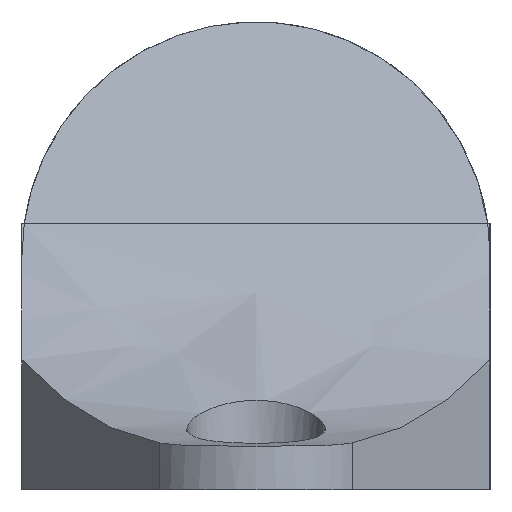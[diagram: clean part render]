
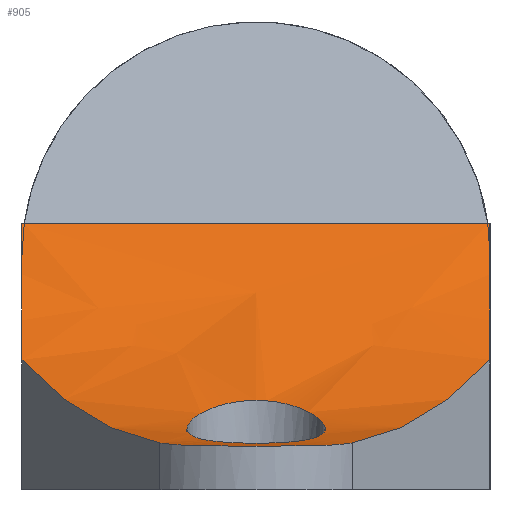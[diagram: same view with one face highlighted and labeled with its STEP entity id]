
A CAD part, left-side view. The second image highlights one B-rep face of the part: STEP entity #905.
In plain terms, the highlighted free-form (B-spline) face has degree [2, 1] with [3, 2] control points.
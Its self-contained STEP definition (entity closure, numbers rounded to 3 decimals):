
#24 = VERTEX_POINT('',#25);
#25 = CARTESIAN_POINT('',(-45.619,0.,
    1.812));
#30 = EDGE_CURVE('',#24,#31,#33,.T.);
#31 = VERTEX_POINT('',#32);
#32 = CARTESIAN_POINT('',(-40.261,0.,
    3.469));
#33 = B_SPLINE_CURVE_WITH_KNOTS('',3,(#34,#35,#36,#37,#38,#39,#40,#41,
    #42,#43,#44,#45,#46,#47,#48,#49,#50,#51),.UNSPECIFIED.,.F.,.F.,(4,2,
    2,2,2,2,2,2,4),(0.974,1.092,1.211,
    1.333,1.455,1.582,1.71,
    1.829,1.948),.UNSPECIFIED.);
#34 = CARTESIAN_POINT('',(-45.619,0.,
    1.812));
#35 = CARTESIAN_POINT('',(-45.619,0.336,1.812)
  );
#36 = CARTESIAN_POINT('',(-45.552,0.693,1.819)
  );
#37 = CARTESIAN_POINT('',(-45.28,1.351,1.855)
  );
#38 = CARTESIAN_POINT('',(-45.076,1.651,1.885)
  );
#39 = CARTESIAN_POINT('',(-44.599,2.131,1.966)
  );
#40 = CARTESIAN_POINT('',(-44.293,2.34,2.025)
  );
#41 = CARTESIAN_POINT('',(-43.629,2.613,2.179)
  );
#42 = CARTESIAN_POINT('',(-43.271,2.679,2.274)
  );
#43 = CARTESIAN_POINT('',(-42.594,2.679,2.48)
  );
#44 = CARTESIAN_POINT('',(-42.23,2.608,2.605)
  );
#45 = CARTESIAN_POINT('',(-41.562,2.326,2.861)
  );
#46 = CARTESIAN_POINT('',(-41.259,2.114,2.991));
#47 = CARTESIAN_POINT('',(-40.795,1.636,3.202)
  );
#48 = CARTESIAN_POINT('',(-40.596,1.343,3.299)
  );
#49 = CARTESIAN_POINT('',(-40.329,0.694,3.433)
  );
#50 = CARTESIAN_POINT('',(-40.261,0.338,3.469)
  );
#51 = CARTESIAN_POINT('',(-40.261,0.,
    3.469));
#53 = EDGE_CURVE('',#31,#24,#54,.T.);
#54 = B_SPLINE_CURVE_WITH_KNOTS('',3,(#55,#56,#57,#58,#59,#60,#61,#62,
    #63,#64,#65,#66,#67,#68,#69,#70,#71,#72),.UNSPECIFIED.,.F.,.F.,(4,2,
    2,2,2,2,2,2,4),(0.,0.119,0.238,0.366,
    0.493,0.615,0.737,0.856,
    0.974),.UNSPECIFIED.);
#55 = CARTESIAN_POINT('',(-40.261,0.,
    3.469));
#56 = CARTESIAN_POINT('',(-40.261,-0.338,3.469
    ));
#57 = CARTESIAN_POINT('',(-40.329,-0.694,3.433
    ));
#58 = CARTESIAN_POINT('',(-40.596,-1.343,3.299
    ));
#59 = CARTESIAN_POINT('',(-40.795,-1.636,3.202
    ));
#60 = CARTESIAN_POINT('',(-41.259,-2.114,2.991));
#61 = CARTESIAN_POINT('',(-41.562,-2.326,2.861
    ));
#62 = CARTESIAN_POINT('',(-42.23,-2.608,2.605
    ));
#63 = CARTESIAN_POINT('',(-42.594,-2.679,2.48
    ));
#64 = CARTESIAN_POINT('',(-43.271,-2.679,2.274
    ));
#65 = CARTESIAN_POINT('',(-43.629,-2.613,2.179
    ));
#66 = CARTESIAN_POINT('',(-44.293,-2.34,2.025
    ));
#67 = CARTESIAN_POINT('',(-44.599,-2.131,1.966
    ));
#68 = CARTESIAN_POINT('',(-45.076,-1.651,1.885
    ));
#69 = CARTESIAN_POINT('',(-45.28,-1.351,1.855)
  );
#70 = CARTESIAN_POINT('',(-45.552,-0.693,1.819
    ));
#71 = CARTESIAN_POINT('',(-45.619,-0.336,1.812
    ));
#72 = CARTESIAN_POINT('',(-45.619,0.,
    1.812));
#210 = VERTEX_POINT('',#211);
#211 = CARTESIAN_POINT('',(-37.838,9.068,5.035
    ));
#216 = EDGE_CURVE('',#217,#210,#219,.T.);
#217 = VERTEX_POINT('',#218);
#218 = CARTESIAN_POINT('',(-33.528,9.068,
    10.32));
#219 = ( BOUNDED_CURVE() B_SPLINE_CURVE(2,(#220,#221,#222),
.UNSPECIFIED.,.F.,.F.) B_SPLINE_CURVE_WITH_KNOTS((3,3),(0.,
0.441),.PIECEWISE_BEZIER_KNOTS.) CURVE() 
GEOMETRIC_REPRESENTATION_ITEM() RATIONAL_B_SPLINE_CURVE((1.,
0.976,1.)) REPRESENTATION_ITEM('') );
#220 = CARTESIAN_POINT('',(-33.528,9.068,
    10.32));
#221 = CARTESIAN_POINT('',(-35.091,9.068,7.195
    ));
#222 = CARTESIAN_POINT('',(-37.838,9.068,5.035
    ));
#695 = VERTEX_POINT('',#696);
#696 = CARTESIAN_POINT('',(-33.528,-9.068,
    10.32));
#701 = EDGE_CURVE('',#702,#695,#704,.T.);
#702 = VERTEX_POINT('',#703);
#703 = CARTESIAN_POINT('',(-37.838,-9.068,
    5.035));
#704 = ( BOUNDED_CURVE() B_SPLINE_CURVE(2,(#705,#706,#707),
.UNSPECIFIED.,.F.,.F.) B_SPLINE_CURVE_WITH_KNOTS((3,3),(5.842,
6.283),.PIECEWISE_BEZIER_KNOTS.) CURVE() 
GEOMETRIC_REPRESENTATION_ITEM() RATIONAL_B_SPLINE_CURVE((1.,
0.976,1.)) REPRESENTATION_ITEM('') );
#705 = CARTESIAN_POINT('',(-37.838,-9.068,
    5.035));
#706 = CARTESIAN_POINT('',(-35.091,-9.068,
    7.195));
#707 = CARTESIAN_POINT('',(-33.528,-9.068,
    10.32));
#905 = ADVANCED_FACE('',(#906,#969),#973,.F.);
#906 = FACE_BOUND('',#907,.F.);
#907 = EDGE_LOOP('',(#908,#909,#916,#923,#928,#929,#937,#950,#963));
#908 = ORIENTED_EDGE('',*,*,#216,.F.);
#909 = ORIENTED_EDGE('',*,*,#910,.T.);
#910 = EDGE_CURVE('',#217,#911,#913,.T.);
#911 = VERTEX_POINT('',#912);
#912 = CARTESIAN_POINT('',(-33.528,8.982,
    10.32));
#913 = B_SPLINE_CURVE_WITH_KNOTS('',1,(#914,#915),.UNSPECIFIED.,.F.,.F.,
  (2,2),(-10.664,-10.562),.PIECEWISE_BEZIER_KNOTS.);
#914 = CARTESIAN_POINT('',(-33.528,9.068,
    10.32));
#915 = CARTESIAN_POINT('',(-33.528,8.982,
    10.32));
#916 = ORIENTED_EDGE('',*,*,#917,.T.);
#917 = EDGE_CURVE('',#911,#918,#920,.T.);
#918 = VERTEX_POINT('',#919);
#919 = CARTESIAN_POINT('',(-33.528,-8.982,
    10.32));
#920 = B_SPLINE_CURVE_WITH_KNOTS('',1,(#921,#922),.UNSPECIFIED.,.F.,.F.,
  (2,2),(-10.562,10.562),.PIECEWISE_BEZIER_KNOTS.);
#921 = CARTESIAN_POINT('',(-33.528,8.982,
    10.32));
#922 = CARTESIAN_POINT('',(-33.528,-8.982,
    10.32));
#923 = ORIENTED_EDGE('',*,*,#924,.T.);
#924 = EDGE_CURVE('',#918,#695,#925,.T.);
#925 = B_SPLINE_CURVE_WITH_KNOTS('',1,(#926,#927),.UNSPECIFIED.,.F.,.F.,
  (2,2),(10.562,10.664),.PIECEWISE_BEZIER_KNOTS.);
#926 = CARTESIAN_POINT('',(-33.528,-8.982,
    10.32));
#927 = CARTESIAN_POINT('',(-33.528,-9.068,
    10.32));
#928 = ORIENTED_EDGE('',*,*,#701,.F.);
#929 = ORIENTED_EDGE('',*,*,#930,.F.);
#930 = EDGE_CURVE('',#931,#702,#933,.T.);
#931 = VERTEX_POINT('',#932);
#932 = CARTESIAN_POINT('',(-45.528,-3.723,1.823
    ));
#933 = ( BOUNDED_CURVE() B_SPLINE_CURVE(2,(#934,#935,#936),
.UNSPECIFIED.,.F.,.F.) B_SPLINE_CURVE_WITH_KNOTS((3,3),(4.838,
5.379),.PIECEWISE_BEZIER_KNOTS.) CURVE() 
GEOMETRIC_REPRESENTATION_ITEM() RATIONAL_B_SPLINE_CURVE((1.,
0.964,1.)) REPRESENTATION_ITEM('') );
#934 = CARTESIAN_POINT('',(-45.528,-3.723,1.823
    ));
#935 = CARTESIAN_POINT('',(-41.237,-6.705,2.362
    ));
#936 = CARTESIAN_POINT('',(-37.838,-9.068,
    5.035));
#937 = ORIENTED_EDGE('',*,*,#938,.F.);
#938 = EDGE_CURVE('',#939,#931,#941,.T.);
#939 = VERTEX_POINT('',#940);
#940 = CARTESIAN_POINT('',(-47.474,0.,
    1.701));
#941 = B_SPLINE_CURVE_WITH_KNOTS('',3,(#942,#943,#944,#945,#946,#947,
    #948,#949),.UNSPECIFIED.,.F.,.F.,(4,2,2,4),(1.659,
    1.86,2.061,2.154),.UNSPECIFIED.);
#942 = CARTESIAN_POINT('',(-47.474,0.,
    1.701));
#943 = CARTESIAN_POINT('',(-47.474,-0.57,
    1.701));
#944 = CARTESIAN_POINT('',(-47.36,-1.177,
    1.699));
#945 = CARTESIAN_POINT('',(-46.897,-2.294,
    1.71));
#946 = CARTESIAN_POINT('',(-46.548,-2.804,
    1.723));
#947 = CARTESIAN_POINT('',(-45.96,-3.392,1.773)
  );
#948 = CARTESIAN_POINT('',(-45.753,-3.567,
    1.794));
#949 = CARTESIAN_POINT('',(-45.528,-3.723,1.823
    ));
#950 = ORIENTED_EDGE('',*,*,#951,.F.);
#951 = EDGE_CURVE('',#952,#939,#954,.T.);
#952 = VERTEX_POINT('',#953);
#953 = CARTESIAN_POINT('',(-45.528,3.723,1.823)
  );
#954 = B_SPLINE_CURVE_WITH_KNOTS('',3,(#955,#956,#957,#958,#959,#960,
    #961,#962),.UNSPECIFIED.,.F.,.F.,(4,2,2,4),(1.164,
    1.257,1.458,1.659),.UNSPECIFIED.);
#955 = CARTESIAN_POINT('',(-45.528,3.723,1.823)
  );
#956 = CARTESIAN_POINT('',(-45.753,3.567,1.794
    ));
#957 = CARTESIAN_POINT('',(-45.96,3.392,1.773)
  );
#958 = CARTESIAN_POINT('',(-46.548,2.804,1.723
    ));
#959 = CARTESIAN_POINT('',(-46.897,2.294,1.71
    ));
#960 = CARTESIAN_POINT('',(-47.36,1.177,1.699
    ));
#961 = CARTESIAN_POINT('',(-47.474,0.57,1.701
    ));
#962 = CARTESIAN_POINT('',(-47.474,0.,
    1.701));
#963 = ORIENTED_EDGE('',*,*,#964,.F.);
#964 = EDGE_CURVE('',#210,#952,#965,.T.);
#965 = ( BOUNDED_CURVE() B_SPLINE_CURVE(2,(#966,#967,#968),
.UNSPECIFIED.,.F.,.F.) B_SPLINE_CURVE_WITH_KNOTS((3,3),(0.905,
1.446),.PIECEWISE_BEZIER_KNOTS.) CURVE() 
GEOMETRIC_REPRESENTATION_ITEM() RATIONAL_B_SPLINE_CURVE((1.,
0.964,1.)) REPRESENTATION_ITEM('') );
#966 = CARTESIAN_POINT('',(-37.838,9.068,5.035
    ));
#967 = CARTESIAN_POINT('',(-41.237,6.705,2.362)
  );
#968 = CARTESIAN_POINT('',(-45.528,3.723,1.823)
  );
#969 = FACE_BOUND('',#970,.F.);
#970 = EDGE_LOOP('',(#971,#972));
#971 = ORIENTED_EDGE('',*,*,#30,.F.);
#972 = ORIENTED_EDGE('',*,*,#53,.F.);
#973 = ( BOUNDED_SURFACE() B_SPLINE_SURFACE(2,1,(
    (#974,#975)
    ,(#976,#977)
,(#978,#979
    )),.UNSPECIFIED.,.F.,.F.,.F.) B_SPLINE_SURFACE_WITH_KNOTS((3,3),(2,2
    ),(0.,1.107),(-10.664,10.664),
.PIECEWISE_BEZIER_KNOTS.) GEOMETRIC_REPRESENTATION_ITEM() 
RATIONAL_B_SPLINE_SURFACE((
    (1.,1.)
    ,(0.851,0.851)
,(1.,1.))) REPRESENTATION_ITEM('') SURFACE() );
#974 = CARTESIAN_POINT('',(-33.528,-9.068,
    10.32));
#975 = CARTESIAN_POINT('',(-33.528,9.068,
    10.32));
#976 = CARTESIAN_POINT('',(-37.838,-9.068,
    1.701));
#977 = CARTESIAN_POINT('',(-37.838,9.068,1.701
    ));
#978 = CARTESIAN_POINT('',(-47.474,-9.068,
    1.701));
#979 = CARTESIAN_POINT('',(-47.474,9.068,1.701
    ));
